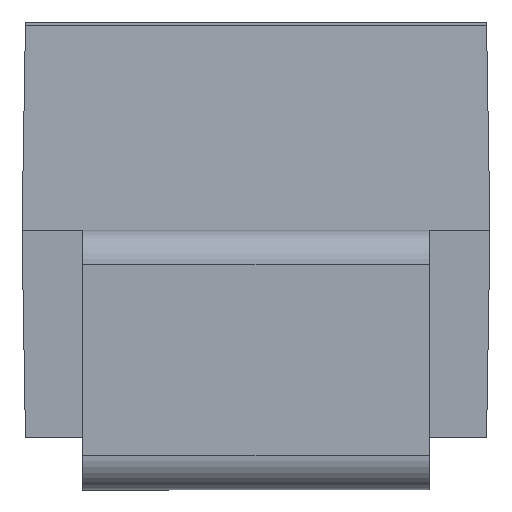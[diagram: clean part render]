
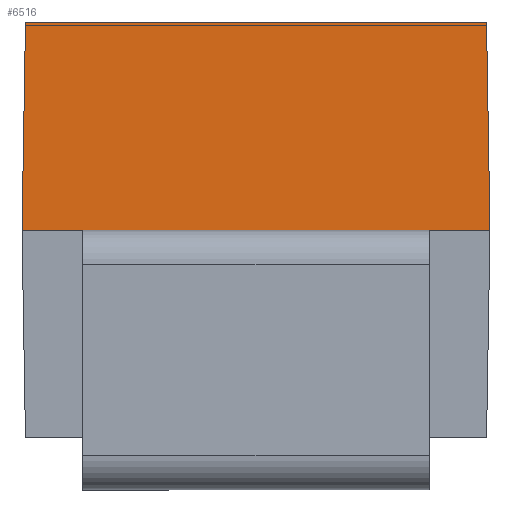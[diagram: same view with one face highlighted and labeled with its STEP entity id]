
A CAD part, left-side view. The second image highlights one B-rep face of the part: STEP entity #6516.
In plain terms, the highlighted planar face has unit normal (-1, 0, 0.017).
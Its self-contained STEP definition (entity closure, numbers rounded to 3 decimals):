
#199 = PLANE ( 'NONE',  #476 ) ;
#200 = CARTESIAN_POINT ( 'NONE',  ( 0.01, 1.35, 1.2 ) ) ;
#201 = DIRECTION ( 'NONE',  ( 1., 0., -0.017 ) ) ;
#202 = DIRECTION ( 'NONE',  ( -0.017, 0., -1. ) ) ;
#476 = AXIS2_PLACEMENT_3D ( 'NONE', #200, #201, #202 ) ;
#871 = CARTESIAN_POINT ( 'NONE',  ( 0.01, 1.34, 1.2 ) ) ;
#887 = CARTESIAN_POINT ( 'NONE',  ( 0., 1.35, 0.6 ) ) ;
#1030 = VECTOR ( 'NONE', #1585, 1000. ) ;
#1102 = VECTOR ( 'NONE', #3912, 1000. ) ;
#1118 = VECTOR ( 'NONE', #4008, 1000. ) ;
#1120 = VECTOR ( 'NONE', #4011, 1000. ) ;
#1583 = LINE ( 'NONE', #1584, #1030 ) ;
#1584 = CARTESIAN_POINT ( 'NONE',  ( 0.01, 1.35, 1.2 ) ) ;
#1585 = DIRECTION ( 'NONE',  ( 0., -1., 0. ) ) ;
#3910 = LINE ( 'NONE', #3911, #1102 ) ;
#3911 = CARTESIAN_POINT ( 'NONE',  ( 0., 0., 0.6 ) ) ;
#3912 = DIRECTION ( 'NONE',  ( 0., 1., 0. ) ) ;
#4006 = LINE ( 'NONE', #4007, #1118 ) ;
#4007 = CARTESIAN_POINT ( 'NONE',  ( 0.01, 1.34, 1.2 ) ) ;
#4008 = DIRECTION ( 'NONE',  ( 0.017, -0.017, 1. ) ) ;
#4009 = LINE ( 'NONE', #4010, #1120 ) ;
#4010 = CARTESIAN_POINT ( 'NONE',  ( 0.01, 0.01, 1.222 ) ) ;
#4011 = DIRECTION ( 'NONE',  ( -0.017, -0.017, -1. ) ) ;
#4383 = VERTEX_POINT ( 'NONE', #4708 ) ;
#4409 = EDGE_LOOP ( 'NONE', ( #4542, #4549, #4521, #4526 ) ) ;
#4516 = VERTEX_POINT ( 'NONE', #4700 ) ;
#4521 = ORIENTED_EDGE ( 'NONE', *, *, #6609, .F. ) ;
#4526 = ORIENTED_EDGE ( 'NONE', *, *, #6625, .F. ) ;
#4542 = ORIENTED_EDGE ( 'NONE', *, *, #6608, .F. ) ;
#4549 = ORIENTED_EDGE ( 'NONE', *, *, #6601, .F. ) ;
#4700 = CARTESIAN_POINT ( 'NONE',  ( 0.01, 0.01, 1.2 ) ) ;
#4708 = CARTESIAN_POINT ( 'NONE',  ( 0., 0., 0.6 ) ) ;
#5247 = FACE_OUTER_BOUND ( 'NONE', #4409, .T. ) ;
#6193 = VERTEX_POINT ( 'NONE', #871 ) ;
#6209 = VERTEX_POINT ( 'NONE', #887 ) ;
#6516 = ADVANCED_FACE ( 'NONE', ( #5247 ), #199, .F. ) ;
#6601 = EDGE_CURVE ( 'NONE', #4383, #6209, #3910, .T. ) ;
#6608 = EDGE_CURVE ( 'NONE', #6209, #6193, #4006, .T. ) ;
#6609 = EDGE_CURVE ( 'NONE', #4516, #4383, #4009, .T. ) ;
#6625 = EDGE_CURVE ( 'NONE', #6193, #4516, #1583, .T. ) ;
